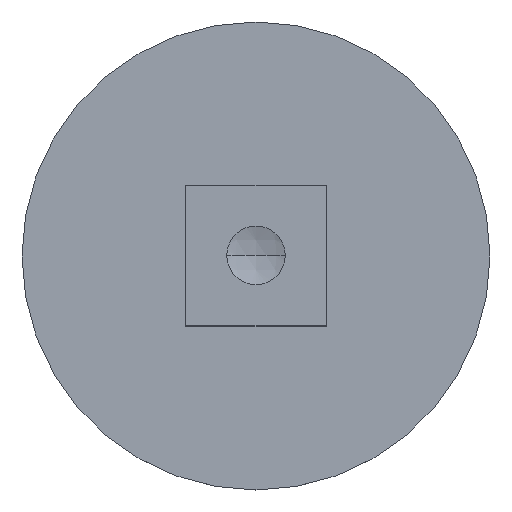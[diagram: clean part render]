
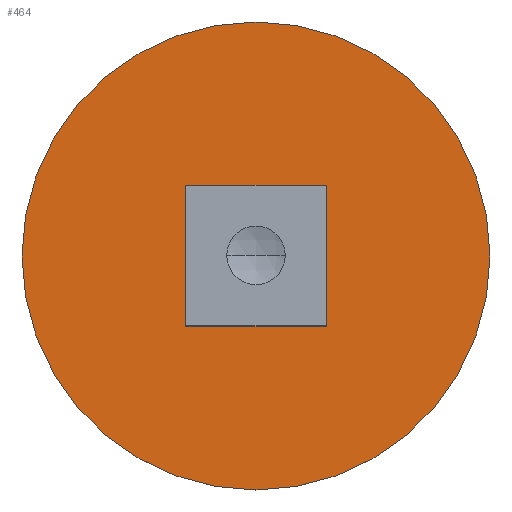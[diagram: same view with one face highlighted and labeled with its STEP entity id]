
A CAD part, top view. The second image highlights one B-rep face of the part: STEP entity #464.
In plain terms, the highlighted planar face has unit normal (0, 0, 1).
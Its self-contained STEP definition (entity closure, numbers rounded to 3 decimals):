
#1 = AXIS2_PLACEMENT_3D ( 'NONE', #173, #284, #80 ) ;
#20 = DIRECTION ( 'NONE',  ( 1., 0., 0. ) ) ;
#76 = EDGE_CURVE ( 'NONE', #553, #454, #259, .T. ) ;
#78 = DIRECTION ( 'NONE',  ( 1., 0., 0. ) ) ;
#80 = DIRECTION ( 'NONE',  ( 1., 0., 0. ) ) ;
#87 = EDGE_LOOP ( 'NONE', ( #103, #142, #602, #577 ) ) ;
#103 = ORIENTED_EDGE ( 'NONE', *, *, #231, .F. ) ;
#110 = EDGE_CURVE ( 'NONE', #454, #254, #123, .T. ) ;
#112 = DIRECTION ( 'NONE',  ( 1., 0., 0. ) ) ;
#113 = CARTESIAN_POINT ( 'NONE',  ( -60., -60., 5. ) ) ;
#123 = LINE ( 'NONE', #325, #335 ) ;
#135 = CARTESIAN_POINT ( 'NONE',  ( 60., -60., 5. ) ) ;
#142 = ORIENTED_EDGE ( 'NONE', *, *, #110, .F. ) ;
#144 = EDGE_CURVE ( 'NONE', #572, #553, #506, .T. ) ;
#170 = CARTESIAN_POINT ( 'NONE',  ( -200., 0., 5. ) ) ;
#173 = CARTESIAN_POINT ( 'NONE',  ( 0., 0., 5. ) ) ;
#194 = CARTESIAN_POINT ( 'NONE',  ( 60., -60., 5. ) ) ;
#202 = FACE_BOUND ( 'NONE', #87, .T. ) ;
#231 = EDGE_CURVE ( 'NONE', #254, #572, #406, .T. ) ;
#237 = VECTOR ( 'NONE', #429, 1000. ) ;
#239 = EDGE_LOOP ( 'NONE', ( #516, #317 ) ) ;
#254 = VERTEX_POINT ( 'NONE', #194 ) ;
#259 = LINE ( 'NONE', #113, #459 ) ;
#284 = DIRECTION ( 'NONE',  ( 0., 0., 1. ) ) ;
#308 = FACE_OUTER_BOUND ( 'NONE', #239, .T. ) ;
#317 = ORIENTED_EDGE ( 'NONE', *, *, #529, .T. ) ;
#322 = DIRECTION ( 'NONE',  ( 0., -1., 0. ) ) ;
#323 = CIRCLE ( 'NONE', #574, 200. ) ;
#325 = CARTESIAN_POINT ( 'NONE',  ( -60., -60., 5. ) ) ;
#329 = DIRECTION ( 'NONE',  ( 0., 0., 1. ) ) ;
#335 = VECTOR ( 'NONE', #112, 1000. ) ;
#352 = CARTESIAN_POINT ( 'NONE',  ( 200., 0., 5. ) ) ;
#359 = CARTESIAN_POINT ( 'NONE',  ( -60., 60., 5. ) ) ;
#372 = CARTESIAN_POINT ( 'NONE',  ( -60., 60., 5. ) ) ;
#374 = CARTESIAN_POINT ( 'NONE',  ( 0., 0., 5. ) ) ;
#385 = CIRCLE ( 'NONE', #1, 200. ) ;
#406 = LINE ( 'NONE', #135, #605 ) ;
#407 = AXIS2_PLACEMENT_3D ( 'NONE', #629, #421, #78 ) ;
#408 = VERTEX_POINT ( 'NONE', #352 ) ;
#421 = DIRECTION ( 'NONE',  ( 0., 0., 1. ) ) ;
#424 = CARTESIAN_POINT ( 'NONE',  ( -60., -60., 5. ) ) ;
#429 = DIRECTION ( 'NONE',  ( -1., 0., 0. ) ) ;
#454 = VERTEX_POINT ( 'NONE', #424 ) ;
#459 = VECTOR ( 'NONE', #322, 1000. ) ;
#463 = EDGE_CURVE ( 'NONE', #469, #408, #385, .T. ) ;
#464 = ADVANCED_FACE ( 'NONE', ( #202, #308 ), #473, .T. ) ;
#469 = VERTEX_POINT ( 'NONE', #170 ) ;
#473 = PLANE ( 'NONE',  #407 ) ;
#506 = LINE ( 'NONE', #359, #237 ) ;
#516 = ORIENTED_EDGE ( 'NONE', *, *, #463, .T. ) ;
#529 = EDGE_CURVE ( 'NONE', #408, #469, #323, .T. ) ;
#553 = VERTEX_POINT ( 'NONE', #372 ) ;
#572 = VERTEX_POINT ( 'NONE', #594 ) ;
#574 = AXIS2_PLACEMENT_3D ( 'NONE', #374, #329, #20 ) ;
#577 = ORIENTED_EDGE ( 'NONE', *, *, #144, .F. ) ;
#594 = CARTESIAN_POINT ( 'NONE',  ( 60., 60., 5. ) ) ;
#602 = ORIENTED_EDGE ( 'NONE', *, *, #76, .F. ) ;
#604 = DIRECTION ( 'NONE',  ( 0., 1., 0. ) ) ;
#605 = VECTOR ( 'NONE', #604, 1000. ) ;
#629 = CARTESIAN_POINT ( 'NONE',  ( 0., 0., 5. ) ) ;
